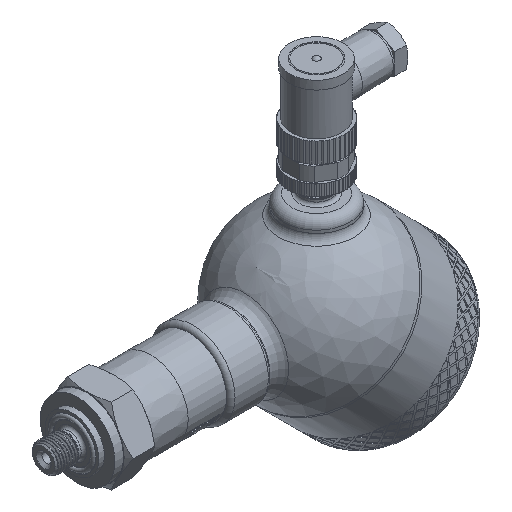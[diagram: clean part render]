
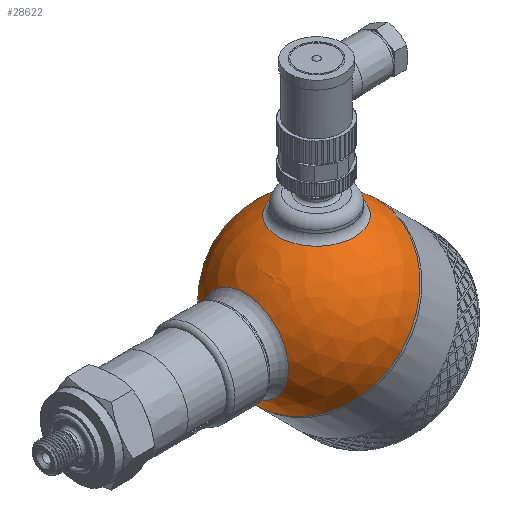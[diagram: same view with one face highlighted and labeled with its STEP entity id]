
A CAD part, isometric view. The second image highlights one B-rep face of the part: STEP entity #28622.
In plain terms, the highlighted spherical face has radius 30 mm.
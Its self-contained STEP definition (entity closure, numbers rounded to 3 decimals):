
#45=SPHERICAL_SURFACE('',#30377,30.);
#1086=FACE_BOUND('',#3841,.T.);
#1087=FACE_BOUND('',#3842,.T.);
#2013=FACE_OUTER_BOUND('',#3840,.T.);
#3840=EDGE_LOOP('',(#20481,#20482,#20483,#20484));
#3841=EDGE_LOOP('',(#20485));
#3842=EDGE_LOOP('',(#20486));
#5571=CIRCLE('',#30299,30.);
#5572=CIRCLE('',#30300,30.);
#5599=CIRCLE('',#30373,13.5);
#5602=CIRCLE('',#30378,30.);
#5603=CIRCLE('',#30379,15.643);
#11133=VERTEX_POINT('',#38419);
#11134=VERTEX_POINT('',#38421);
#11633=VERTEX_POINT('',#44808);
#11635=VERTEX_POINT('',#44815);
#11636=VERTEX_POINT('',#44817);
#14221=EDGE_CURVE('',#11133,#11134,#5571,.T.);
#14222=EDGE_CURVE('',#11134,#11133,#5572,.T.);
#14973=EDGE_CURVE('',#11633,#11633,#5599,.T.);
#14976=EDGE_CURVE('',#11134,#11635,#5602,.T.);
#14977=EDGE_CURVE('',#11636,#11636,#5603,.T.);
#20481=ORIENTED_EDGE('',*,*,#14222,.F.);
#20482=ORIENTED_EDGE('',*,*,#14976,.T.);
#20483=ORIENTED_EDGE('',*,*,#14976,.F.);
#20484=ORIENTED_EDGE('',*,*,#14221,.F.);
#20485=ORIENTED_EDGE('',*,*,#14977,.F.);
#20486=ORIENTED_EDGE('',*,*,#14973,.F.);
#28622=ADVANCED_FACE('',(#2013,#1086,#1087),#45,.T.);
#30299=AXIS2_PLACEMENT_3D('',#38422,#32207,#32208);
#30300=AXIS2_PLACEMENT_3D('',#38423,#32209,#32210);
#30373=AXIS2_PLACEMENT_3D('',#44809,#32619,#32620);
#30377=AXIS2_PLACEMENT_3D('',#44814,#32627,#32628);
#30378=AXIS2_PLACEMENT_3D('',#44816,#32629,#32630);
#30379=AXIS2_PLACEMENT_3D('',#44818,#32631,#32632);
#32207=DIRECTION('center_axis',(1.,0.,0.));
#32208=DIRECTION('ref_axis',(0.,1.,0.));
#32209=DIRECTION('center_axis',(1.,0.,0.));
#32210=DIRECTION('ref_axis',(0.,1.,0.));
#32619=DIRECTION('center_axis',(-0.707,0.,-0.707));
#32620=DIRECTION('ref_axis',(-0.707,0.,0.707));
#32627=DIRECTION('center_axis',(1.,0.,0.));
#32628=DIRECTION('ref_axis',(0.,-1.,0.));
#32629=DIRECTION('center_axis',(0.,0.,1.));
#32630=DIRECTION('ref_axis',(0.,1.,0.));
#32631=DIRECTION('center_axis',(-0.707,0.,0.707));
#32632=DIRECTION('ref_axis',(0.707,0.,0.707));
#38419=CARTESIAN_POINT('',(0.,-30.,0.));
#38421=CARTESIAN_POINT('',(0.,30.,0.));
#38422=CARTESIAN_POINT('Origin',(0.,0.,0.));
#38423=CARTESIAN_POINT('Origin',(0.,0.,0.));
#44808=CARTESIAN_POINT('',(-9.398,0.,-28.49));
#44809=CARTESIAN_POINT('Origin',(-18.944,0.,-18.944));
#44814=CARTESIAN_POINT('Origin',(0.,0.,0.));
#44815=CARTESIAN_POINT('',(-30.,0.,0.));
#44816=CARTESIAN_POINT('Origin',(0.,0.,0.));
#44817=CARTESIAN_POINT('',(-29.162,0.,7.04));
#44818=CARTESIAN_POINT('Origin',(-18.101,0.,18.101));
